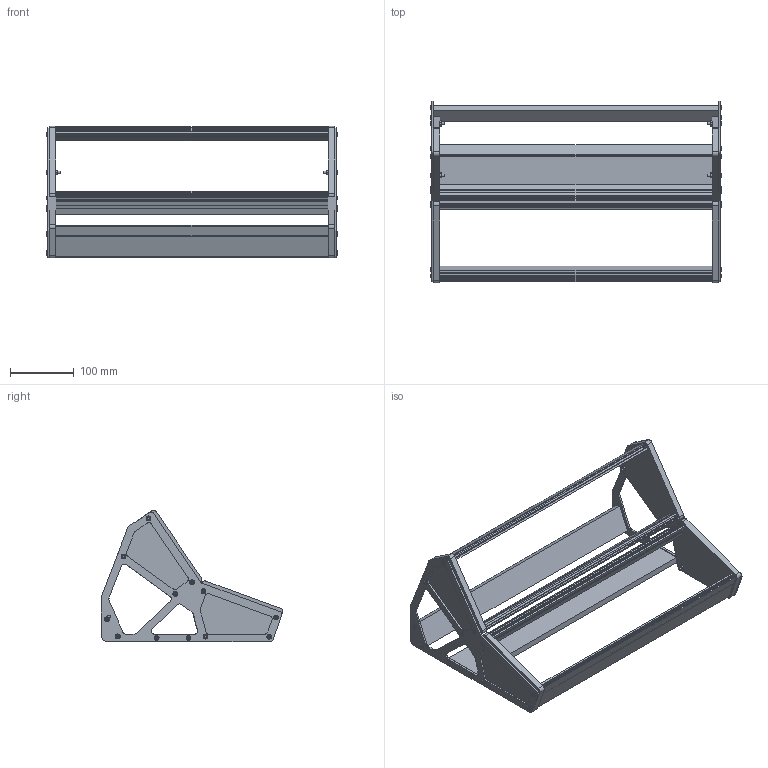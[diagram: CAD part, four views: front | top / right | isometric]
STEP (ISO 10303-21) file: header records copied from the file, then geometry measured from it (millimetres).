
FILE_DESCRIPTION(/* description */ (''),/* implementation_level */ '2;1');
FILE_NAME(/* name */ 'eurorack with noe.step',/* time_stamp */ '2021-02-19T09:23:07-05:00',/* author */ (''),/* organization */ (''),/* preprocessor_version */ 'ST-DEVELOPER v18.1',/* originating_system */ 'Autodesk Translation Framework v9.7.1.1290',/* authorisation */ '');
FILE_SCHEMA (('AUTOMOTIVE_DESIGN { 1 0 10303 214 3 1 1 }'));
Length unit declared in the file: millimetre
Products named in the file (30): eurorack with noe; panels; lower panels; left panel lower; right panel lower; front; upper panels; left panel upper; right panel upper; back panels; bottom panel; angled panel; lower rails; Tip Top Z Rails v3; Tip Top Z Rails v3 (1); upper rails; Tip Top Z Rails v3 (2); Tip Top Z Rails v3 (3); plates; left plate; right plate; hardware screws; M4 left side; M4x10mm; m4 hex nuts; M4 hex nut; M4 left side(Mirror); M4x10mm(Mirror); m4 hex nuts(Mirror); M4 hex nut(Mirror)
Assembly tree (55 placements, depth 4):
  eurorack with noe
    panels
      lower panels
        left panel lower
        right panel lower
        front
      upper panels
        left panel upper
        right panel upper
      back panels
        bottom panel
        angled panel
    lower rails
      Tip Top Z Rails v3
      Tip Top Z Rails v3 (1)
    upper rails
      Tip Top Z Rails v3 (2)
      Tip Top Z Rails v3 (3)
    plates
      left plate
      right plate
    hardware screws
      M4 left side
        M4x10mm  x12
      m4 hex nuts
        M4 hex nut  x3
      M4 left side(Mirror)
        M4x10mm(Mirror)  x12
      m4 hex nuts(Mirror)
        M4 hex nut(Mirror)  x3
Bounding box: 457.12 x 284.64 x 206.22 mm (x, y, z)
Volume: 1238735.2 mm3; surface area: 499012.6 mm2
Topology: 43 solids, 43 shells, 935 faces, 1971 edges, 1202 vertices
Faces by surface type: plane 518, cone 216, cylinder 177, sphere 24
Full cylindrical faces by diameter (mm): 4 x34, 4.5 x47, 7.6 x24
Entity records: 14266 total; most frequent: CARTESIAN_POINT 2472, DIRECTION 2383, ORIENTED_EDGE 2218, EDGE_CURVE 1109, AXIS2_PLACEMENT_3D 815, LINE 753, VECTOR 753, VERTEX_POINT 724
